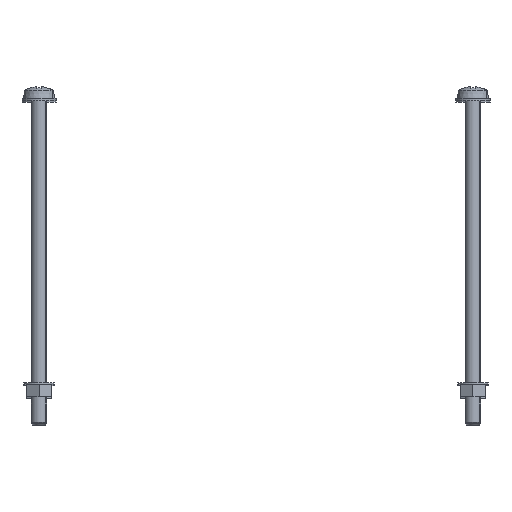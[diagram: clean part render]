
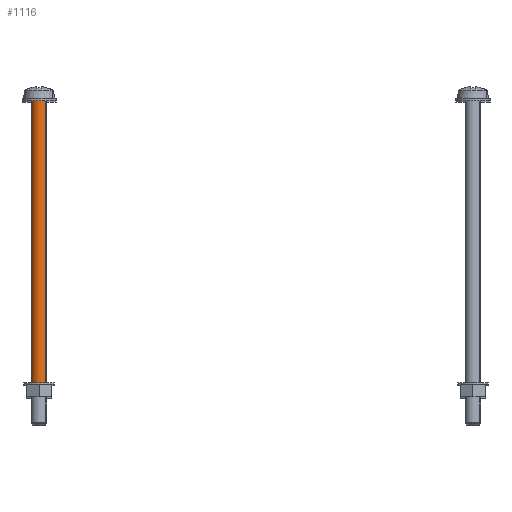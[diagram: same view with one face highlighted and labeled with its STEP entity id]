
A CAD part, top view. The second image highlights one B-rep face of the part: STEP entity #1116.
In plain terms, the highlighted cylindrical face has radius 2.5 mm (diameter 5 mm), a partial arc.
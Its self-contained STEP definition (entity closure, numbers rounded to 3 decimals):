
#246=DIRECTION('',(0.,1.,0.));
#247=VECTOR('',#246,91.);
#248=CARTESIAN_POINT('',(-32.806,0.,
257.699));
#249=LINE('',#248,#247);
#255=DIRECTION('',(0.,-1.,0.));
#256=VECTOR('',#255,91.);
#257=CARTESIAN_POINT('',(-37.194,91.,255.301));
#258=LINE('',#257,#256);
#377=CARTESIAN_POINT('',(-35.,0.,256.5));
#378=DIRECTION('',(0.,-1.,0.));
#379=DIRECTION('',(0.878,0.,0.479));
#380=AXIS2_PLACEMENT_3D('',#377,#378,#379);
#382=CARTESIAN_POINT('',(-35.,91.,256.5));
#383=DIRECTION('',(0.,-1.,0.));
#384=DIRECTION('',(0.878,0.,0.479));
#385=AXIS2_PLACEMENT_3D('',#382,#383,#384);
#722=CARTESIAN_POINT('',(-32.806,91.,257.699));
#723=CARTESIAN_POINT('',(-37.194,91.,255.301));
#724=VERTEX_POINT('',#722);
#725=VERTEX_POINT('',#723);
#726=CARTESIAN_POINT('',(-32.806,0.,
257.699));
#727=CARTESIAN_POINT('',(-37.194,0.,
255.301));
#728=VERTEX_POINT('',#726);
#729=VERTEX_POINT('',#727);
#1104=CARTESIAN_POINT('',(-35.,93.686,256.5));
#1105=DIRECTION('',(0.,-1.,0.));
#1106=DIRECTION('',(0.878,0.,0.479));
#1107=AXIS2_PLACEMENT_3D('',#1104,#1105,#1106);
#1108=CYLINDRICAL_SURFACE('',#1107,2.5);
#1109=ORIENTED_EDGE('',*,*,#866,.T.);
#1110=ORIENTED_EDGE('',*,*,#821,.F.);
#1112=ORIENTED_EDGE('',*,*,#1111,.F.);
#1113=ORIENTED_EDGE('',*,*,#817,.F.);
#1114=EDGE_LOOP('',(#1109,#1110,#1112,#1113));
#1115=FACE_OUTER_BOUND('',#1114,.F.);
#381=CIRCLE('',#380,2.5);
#386=CIRCLE('',#385,2.5);
#817=EDGE_CURVE('',#728,#724,#249,.T.);
#821=EDGE_CURVE('',#725,#729,#258,.T.);
#866=EDGE_CURVE('',#728,#729,#381,.T.);
#1111=EDGE_CURVE('',#724,#725,#386,.T.);
#1116=ADVANCED_FACE('',(#1115),#1108,.T.);
